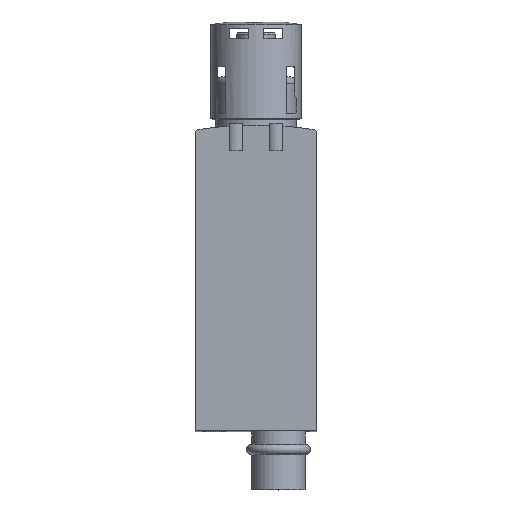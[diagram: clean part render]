
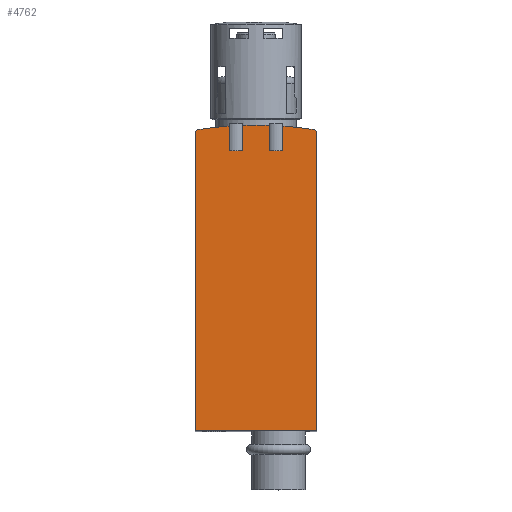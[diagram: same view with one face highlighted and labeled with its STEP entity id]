
A CAD part, top view. The second image highlights one B-rep face of the part: STEP entity #4762.
In plain terms, the highlighted planar face has unit normal (0, 0, 1).
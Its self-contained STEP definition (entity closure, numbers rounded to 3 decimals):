
#68=PLANE('',#5003);
#160=CIRCLE('',#4935,55.3);
#161=CIRCLE('',#4936,55.3);
#163=CIRCLE('',#4938,55.3);
#193=CIRCLE('',#4995,0.5);
#195=CIRCLE('',#5000,0.5);
#543=ORIENTED_EDGE('',*,*,#1479,.F.);
#544=ORIENTED_EDGE('',*,*,#1393,.T.);
#545=ORIENTED_EDGE('',*,*,#1469,.T.);
#546=ORIENTED_EDGE('',*,*,#1472,.T.);
#547=ORIENTED_EDGE('',*,*,#1439,.T.);
#548=ORIENTED_EDGE('',*,*,#1474,.T.);
#549=ORIENTED_EDGE('',*,*,#1477,.T.);
#550=ORIENTED_EDGE('',*,*,#1389,.T.);
#551=ORIENTED_EDGE('',*,*,#1480,.F.);
#552=ORIENTED_EDGE('',*,*,#1481,.T.);
#553=ORIENTED_EDGE('',*,*,#1482,.F.);
#554=ORIENTED_EDGE('',*,*,#1385,.T.);
#555=ORIENTED_EDGE('',*,*,#1483,.F.);
#556=ORIENTED_EDGE('',*,*,#1484,.T.);
#1385=EDGE_CURVE('',#1894,#1893,#160,.T.);
#1389=EDGE_CURVE('',#1898,#1897,#161,.T.);
#1393=EDGE_CURVE('',#1891,#1901,#163,.T.);
#1439=EDGE_CURVE('',#1934,#1937,#2264,.T.);
#1469=EDGE_CURVE('',#1901,#1954,#193,.T.);
#1472=EDGE_CURVE('',#1954,#1934,#2282,.T.);
#1474=EDGE_CURVE('',#1937,#1956,#2284,.T.);
#1477=EDGE_CURVE('',#1956,#1898,#195,.T.);
#1479=EDGE_CURVE('',#1891,#1958,#2287,.T.);
#1480=EDGE_CURVE('',#1959,#1897,#2288,.T.);
#1481=EDGE_CURVE('',#1959,#1960,#2289,.T.);
#1482=EDGE_CURVE('',#1894,#1960,#2290,.T.);
#1483=EDGE_CURVE('',#1961,#1893,#2291,.T.);
#1484=EDGE_CURVE('',#1961,#1958,#2292,.T.);
#1891=VERTEX_POINT('',#6342);
#1893=VERTEX_POINT('',#6352);
#1894=VERTEX_POINT('',#6354);
#1897=VERTEX_POINT('',#6366);
#1898=VERTEX_POINT('',#6368);
#1901=VERTEX_POINT('',#6374);
#1934=VERTEX_POINT('',#6493);
#1937=VERTEX_POINT('',#6500);
#1954=VERTEX_POINT('',#6567);
#1956=VERTEX_POINT('',#6576);
#1958=VERTEX_POINT('',#6586);
#1959=VERTEX_POINT('',#6588);
#1960=VERTEX_POINT('',#6590);
#1961=VERTEX_POINT('',#6593);
#2264=LINE('',#6501,#2562);
#2282=LINE('',#6572,#2580);
#2284=LINE('',#6575,#2582);
#2287=LINE('',#6585,#2585);
#2288=LINE('',#6587,#2586);
#2289=LINE('',#6589,#2587);
#2290=LINE('',#6591,#2588);
#2291=LINE('',#6592,#2589);
#2292=LINE('',#6594,#2590);
#2562=VECTOR('',#5393,1000.);
#2580=VECTOR('',#5481,1000.);
#2582=VECTOR('',#5485,1000.);
#2585=VECTOR('',#5498,1000.);
#2586=VECTOR('',#5499,1000.);
#2587=VECTOR('',#5500,1000.);
#2588=VECTOR('',#5501,1000.);
#2589=VECTOR('',#5502,1000.);
#2590=VECTOR('',#5503,1000.);
#2870=EDGE_LOOP('',(#543,#544,#545,#546,#547,#548,#549,#550,#551,#552,#553,
#554,#555,#556));
#3107=FACE_BOUND('',#2870,.T.);
#4762=ADVANCED_FACE('',(#3107),#68,.T.);
#4935=AXIS2_PLACEMENT_3D('',#6353,#5308,#5309);
#4936=AXIS2_PLACEMENT_3D('',#6367,#5312,#5313);
#4938=AXIS2_PLACEMENT_3D('',#6375,#5318,#5319);
#4995=AXIS2_PLACEMENT_3D('',#6566,#5474,#5475);
#5000=AXIS2_PLACEMENT_3D('',#6581,#5490,#5491);
#5003=AXIS2_PLACEMENT_3D('',#6584,#5496,#5497);
#5308=DIRECTION('',(0.,0.,1.));
#5309=DIRECTION('',(1.,0.,0.));
#5312=DIRECTION('',(0.,0.,1.));
#5313=DIRECTION('',(1.,0.,0.));
#5318=DIRECTION('',(0.,0.,1.));
#5319=DIRECTION('',(1.,0.,0.));
#5393=DIRECTION('',(1.,0.,0.));
#5474=DIRECTION('',(0.,0.,1.));
#5475=DIRECTION('',(1.,0.,0.));
#5481=DIRECTION('',(0.,-1.,0.));
#5485=DIRECTION('',(0.,1.,0.));
#5490=DIRECTION('',(0.,0.,1.));
#5491=DIRECTION('',(1.,0.,0.));
#5496=DIRECTION('',(0.,0.,1.));
#5497=DIRECTION('',(1.,0.,0.));
#5498=DIRECTION('',(0.,-1.,0.));
#5499=DIRECTION('',(0.,1.,0.));
#5500=DIRECTION('',(-1.,0.,0.));
#5501=DIRECTION('',(0.,-1.,0.));
#5502=DIRECTION('',(0.,1.,0.));
#5503=DIRECTION('',(-1.,0.,0.));
#6342=CARTESIAN_POINT('',(-4.,45.155,92.));
#6352=CARTESIAN_POINT('',(-2.,45.264,92.));
#6353=CARTESIAN_POINT('',(0.,-10.,92.));
#6354=CARTESIAN_POINT('',(2.,45.264,92.));
#6366=CARTESIAN_POINT('',(4.,45.155,92.));
#6367=CARTESIAN_POINT('',(0.,-10.,92.));
#6368=CARTESIAN_POINT('',(8.628,44.623,92.));
#6374=CARTESIAN_POINT('',(-8.628,44.623,92.));
#6375=CARTESIAN_POINT('',(0.,-10.,92.));
#6493=CARTESIAN_POINT('',(-9.05,0.,92.));
#6500=CARTESIAN_POINT('',(9.05,0.,92.));
#6501=CARTESIAN_POINT('',(-9.05,0.,92.));
#6566=CARTESIAN_POINT('',(-8.55,44.129,92.));
#6567=CARTESIAN_POINT('',(-9.05,44.129,92.));
#6572=CARTESIAN_POINT('',(-9.05,44.129,92.));
#6575=CARTESIAN_POINT('',(9.05,0.,92.));
#6576=CARTESIAN_POINT('',(9.05,44.129,92.));
#6581=CARTESIAN_POINT('',(8.55,44.129,92.));
#6584=CARTESIAN_POINT('',(-8.55,44.129,92.));
#6585=CARTESIAN_POINT('',(-4.,44.129,92.));
#6586=CARTESIAN_POINT('',(-4.,41.5,92.));
#6587=CARTESIAN_POINT('',(4.,44.129,92.));
#6588=CARTESIAN_POINT('',(4.,41.5,92.));
#6589=CARTESIAN_POINT('',(-8.55,41.5,92.));
#6590=CARTESIAN_POINT('',(2.,41.5,92.));
#6591=CARTESIAN_POINT('',(2.,44.129,92.));
#6592=CARTESIAN_POINT('',(-2.,44.129,92.));
#6593=CARTESIAN_POINT('',(-2.,41.5,92.));
#6594=CARTESIAN_POINT('',(-8.55,41.5,92.));
